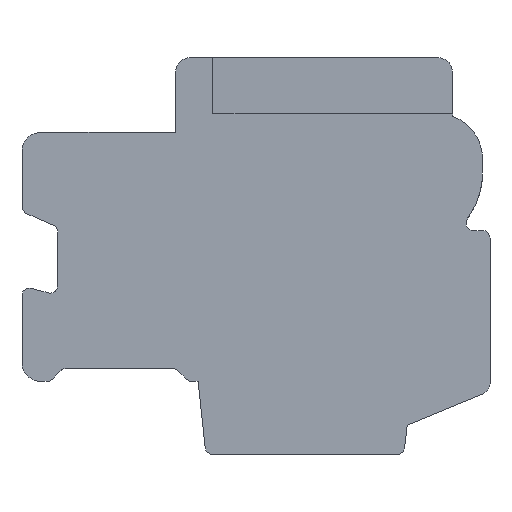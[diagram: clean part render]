
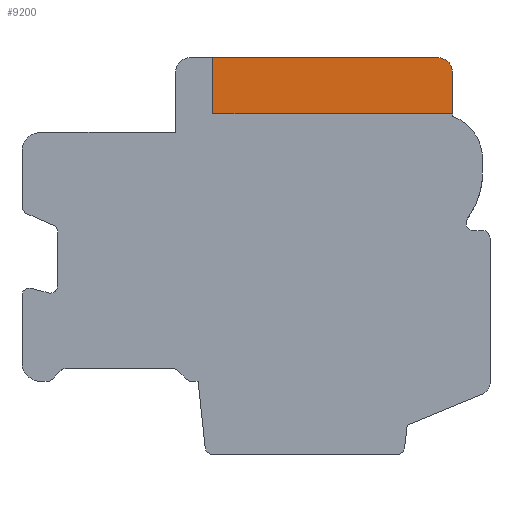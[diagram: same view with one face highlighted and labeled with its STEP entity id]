
A CAD part, front view. The second image highlights one B-rep face of the part: STEP entity #9200.
In plain terms, the highlighted planar face has unit normal (0, -1, 0).
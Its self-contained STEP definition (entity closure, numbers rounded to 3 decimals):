
#57=DIRECTION('',(-1.,0.,0.));
#58=VECTOR('',#57,6.);
#59=CARTESIAN_POINT('',(4.85,-48.5,5.3));
#60=LINE('',#59,#58);
#589=CARTESIAN_POINT('',(4.85,-48.5,4.9));
#590=DIRECTION('',(0.,1.,0.));
#591=DIRECTION('',(0.,0.,1.));
#592=AXIS2_PLACEMENT_3D('',#589,#590,#591);
#646=DIRECTION('',(0.,0.,-1.));
#647=VECTOR('',#646,1.1);
#648=CARTESIAN_POINT('',(5.25,-48.5,4.9));
#649=LINE('',#648,#647);
#2882=DIRECTION('',(0.,0.,1.));
#2883=VECTOR('',#2882,1.5);
#2884=CARTESIAN_POINT('',(-1.15,-48.5,3.8));
#2885=LINE('',#2884,#2883);
#2890=DIRECTION('',(-1.,0.,0.));
#2891=VECTOR('',#2890,6.4);
#2892=CARTESIAN_POINT('',(5.25,-48.5,3.8));
#2893=LINE('',#2892,#2891);
#6057=CARTESIAN_POINT('',(-1.15,-48.5,5.3));
#6059=VERTEX_POINT('',#6057);
#6061=CARTESIAN_POINT('',(4.85,-48.5,5.3));
#6062=VERTEX_POINT('',#6061);
#6063=CARTESIAN_POINT('',(5.25,-48.5,4.9));
#6064=VERTEX_POINT('',#6063);
#6065=CARTESIAN_POINT('',(5.25,-48.5,3.8));
#6066=VERTEX_POINT('',#6065);
#6069=CARTESIAN_POINT('',(-1.15,-48.5,3.8));
#6070=VERTEX_POINT('',#6069);
#9187=CARTESIAN_POINT('',(5.25,-48.5,3.8));
#9188=DIRECTION('',(0.,1.,0.));
#9189=DIRECTION('',(0.,0.,1.));
#9190=AXIS2_PLACEMENT_3D('',#9187,#9188,#9189);
#9191=PLANE('',#9190);
#9192=ORIENTED_EDGE('',*,*,#6383,.F.);
#9193=ORIENTED_EDGE('',*,*,#6930,.T.);
#9194=ORIENTED_EDGE('',*,*,#7004,.T.);
#9196=ORIENTED_EDGE('',*,*,#9195,.T.);
#9197=ORIENTED_EDGE('',*,*,#9179,.T.);
#9198=EDGE_LOOP('',(#9192,#9193,#9194,#9196,#9197));
#9199=FACE_OUTER_BOUND('',#9198,.F.);
#9200=ADVANCED_FACE('',(#9199),#9191,.F.);
#593=CIRCLE('',#592,0.4);
#6383=EDGE_CURVE('',#6062,#6059,#60,.T.);
#6930=EDGE_CURVE('',#6062,#6064,#593,.T.);
#7004=EDGE_CURVE('',#6064,#6066,#649,.T.);
#9179=EDGE_CURVE('',#6070,#6059,#2885,.T.);
#9195=EDGE_CURVE('',#6066,#6070,#2893,.T.);
